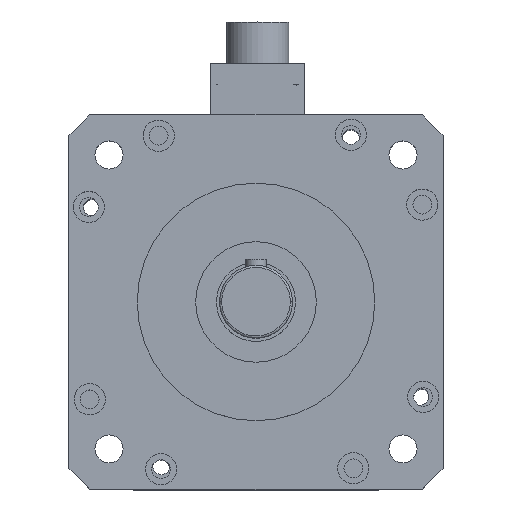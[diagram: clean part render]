
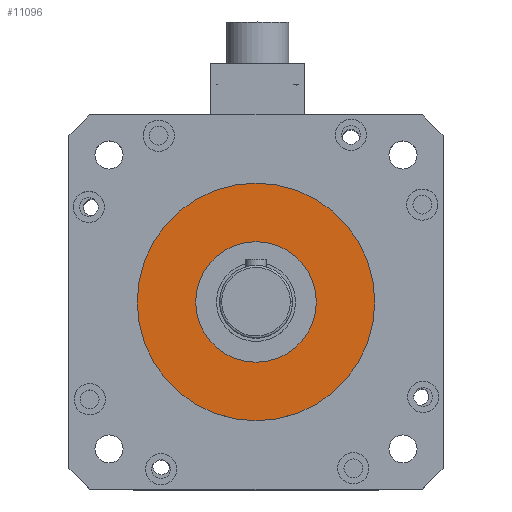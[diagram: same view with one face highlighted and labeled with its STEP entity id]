
A CAD part, top view. The second image highlights one B-rep face of the part: STEP entity #11096.
In plain terms, the highlighted planar face has unit normal (0, 0, 1).
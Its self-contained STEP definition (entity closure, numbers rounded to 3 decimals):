
#36 = CARTESIAN_POINT ( 'NONE',  ( 57.15, 0., 180.2 ) ) ;
#510 = ORIENTED_EDGE ( 'NONE', *, *, #13624, .F. ) ;
#869 = EDGE_LOOP ( 'NONE', ( #9282, #17271 ) ) ;
#1104 = CARTESIAN_POINT ( 'NONE',  ( 0., 0., 180.2 ) ) ;
#1152 = AXIS2_PLACEMENT_3D ( 'NONE', #7313, #4266, #10455 ) ;
#1760 = CIRCLE ( 'NONE', #6806, 57.15 ) ;
#2622 = DIRECTION ( 'NONE',  ( 1., 0., 0. ) ) ;
#2732 = DIRECTION ( 'NONE',  ( 0., 0., 1. ) ) ;
#3454 = DIRECTION ( 'NONE',  ( 0., 0., -1. ) ) ;
#4000 = DIRECTION ( 'NONE',  ( 0., 0., 1. ) ) ;
#4266 = DIRECTION ( 'NONE',  ( 0., 0., -1. ) ) ;
#5787 = ORIENTED_EDGE ( 'NONE', *, *, #9550, .F. ) ;
#6126 = AXIS2_PLACEMENT_3D ( 'NONE', #7163, #4000, #2622 ) ;
#6806 = AXIS2_PLACEMENT_3D ( 'NONE', #9376, #3454, #12621 ) ;
#7163 = CARTESIAN_POINT ( 'NONE',  ( 0., 0., 180.2 ) ) ;
#7313 = CARTESIAN_POINT ( 'NONE',  ( 0., 0., 180.2 ) ) ;
#8065 = CARTESIAN_POINT ( 'NONE',  ( 29., 0., 180.2 ) ) ;
#8445 = FACE_OUTER_BOUND ( 'NONE', #869, .T. ) ;
#9182 = AXIS2_PLACEMENT_3D ( 'NONE', #11677, #2732, #13739 ) ;
#9282 = ORIENTED_EDGE ( 'NONE', *, *, #17003, .F. ) ;
#9376 = CARTESIAN_POINT ( 'NONE',  ( 0., 0., 180.2 ) ) ;
#9550 = EDGE_CURVE ( 'NONE', #18875, #13889, #17936, .T. ) ;
#9774 = AXIS2_PLACEMENT_3D ( 'NONE', #1104, #14692, #17624 ) ;
#10263 = CIRCLE ( 'NONE', #1152, 57.15 ) ;
#10317 = CARTESIAN_POINT ( 'NONE',  ( -29., 0., 180.2 ) ) ;
#10411 = VERTEX_POINT ( 'NONE', #12807 ) ;
#10455 = DIRECTION ( 'NONE',  ( -1., 0., 0. ) ) ;
#11096 = ADVANCED_FACE ( 'NONE', ( #8445, #14447 ), #16019, .T. ) ;
#11677 = CARTESIAN_POINT ( 'NONE',  ( 57.15, 0., 180.2 ) ) ;
#12105 = CIRCLE ( 'NONE', #6126, 29. ) ;
#12621 = DIRECTION ( 'NONE',  ( -1., 0., 0. ) ) ;
#12807 = CARTESIAN_POINT ( 'NONE',  ( -57.15, 0., 180.2 ) ) ;
#13624 = EDGE_CURVE ( 'NONE', #13889, #18875, #12105, .T. ) ;
#13739 = DIRECTION ( 'NONE',  ( 1., 0., 0. ) ) ;
#13889 = VERTEX_POINT ( 'NONE', #10317 ) ;
#14447 = FACE_BOUND ( 'NONE', #15138, .T. ) ;
#14692 = DIRECTION ( 'NONE',  ( 0., 0., 1. ) ) ;
#15138 = EDGE_LOOP ( 'NONE', ( #5787, #510 ) ) ;
#16019 = PLANE ( 'NONE',  #9182 ) ;
#16624 = VERTEX_POINT ( 'NONE', #36 ) ;
#17003 = EDGE_CURVE ( 'NONE', #10411, #16624, #10263, .T. ) ;
#17228 = EDGE_CURVE ( 'NONE', #16624, #10411, #1760, .T. ) ;
#17271 = ORIENTED_EDGE ( 'NONE', *, *, #17228, .F. ) ;
#17624 = DIRECTION ( 'NONE',  ( 1., 0., 0. ) ) ;
#17936 = CIRCLE ( 'NONE', #9774, 29. ) ;
#18875 = VERTEX_POINT ( 'NONE', #8065 ) ;
